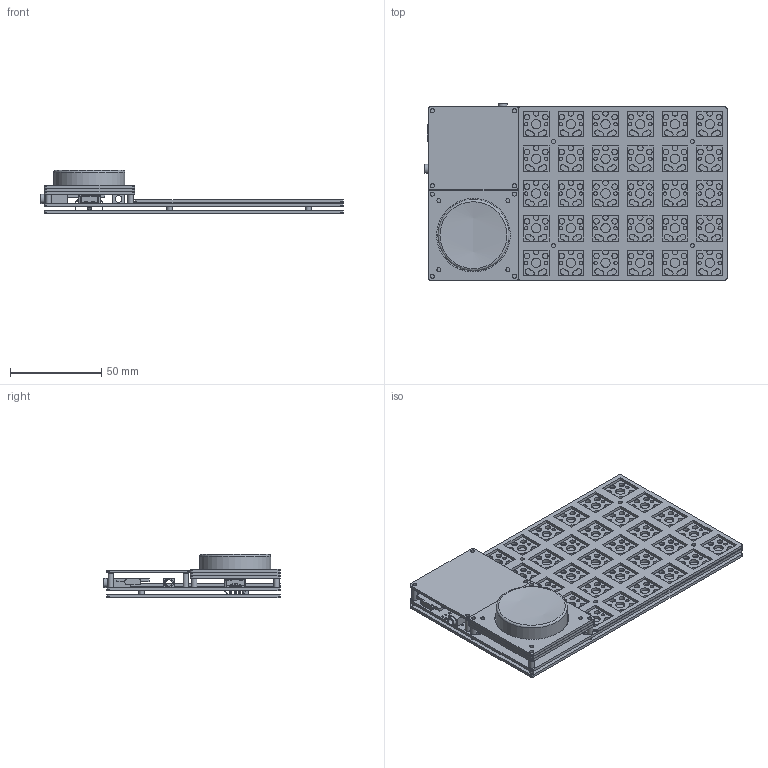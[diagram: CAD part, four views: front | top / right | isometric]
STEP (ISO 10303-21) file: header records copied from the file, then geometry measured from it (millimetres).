
FILE_DESCRIPTION(/* description */ (''),/* implementation_level */ '2;1');
FILE_NAME(/* name */ 'TPS v49.step',/* time_stamp */ '2024-11-06T21:18:37+08:00',/* author */ (''),/* organization */ (''),/* preprocessor_version */ 'ST-DEVELOPER v20',/* originating_system */ 'Autodesk Translation Framework v13.20.0.188',/* authorisation */ '');
FILE_SCHEMA (('AUTOMOTIVE_DESIGN { 1 0 10303 214 3 1 1 }'));
Length unit declared in the file: millimetre
Products named in the file (19): TPS; EC11/12: TH14.5-15.0mm; 38mm EC-hat; Cover; TPS PCB; TPS PCB_1; TPS PCB_2; Blank_5x6; MCU; Elite-C; TRRS; TPS PCB_3; TPS PCB_4; TPS PCB_5; _autosave-TPS PCB; spacer; 4mm; 5mm; 8mm
Assembly tree (28 placements, depth 4):
  TPS
    EC11/12: TH14.5-15.0mm
      38mm EC-hat
    Cover
      TPS PCB
      TPS PCB_1
      TPS PCB_2
    Blank_5x6
      MCU
        Elite-C
        TRRS  x2
      TPS PCB_3
      TPS PCB_4
      TPS PCB_5
      _autosave-TPS PCB
      spacer
        4mm  x4
        8mm  x4
        5mm  x4
Bounding box: 165.81 x 96.95 x 23.65 mm (x, y, z)
Volume: 69720.7 mm3; surface area: 98819.5 mm2
Topology: 26 solids, 26 shells, 2492 faces, 7195 edges, 4767 vertices
Faces by surface type: plane 1877, cylinder 587, torus 12, bspline 8, sphere 5, cone 3
Full cylindrical faces by diameter (mm): 0.7 x4, 0.8 x8, 1 x9, 1.092 x81, 1.3 x2, 1.9 x60, 2.2 x46, 3.05 x102, 3.5 x4, 3.55 x2, 4 x1, 5 x3, 5.1 x30, 6 x1, 7 x1, 12 x1, 35 x1, 39 x1
Entity records: 84293 total; most frequent: CARTESIAN_POINT 15596, ORIENTED_EDGE 14278, DIRECTION 13263, EDGE_CURVE 7139, LINE 5937, VECTOR 5937, VERTEX_POINT 4732, AXIS2_PLACEMENT_3D 3663
